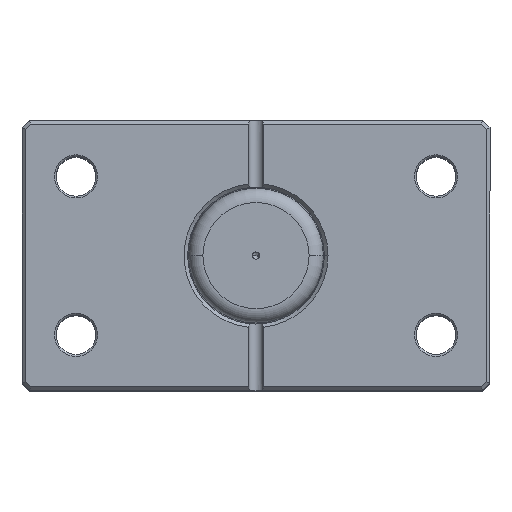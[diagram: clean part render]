
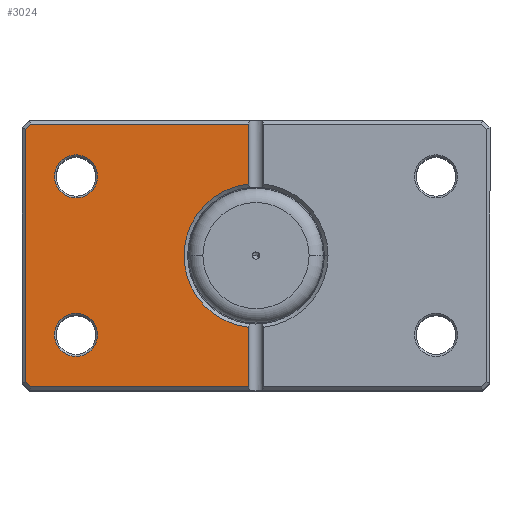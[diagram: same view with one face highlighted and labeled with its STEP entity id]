
A CAD part, top view. The second image highlights one B-rep face of the part: STEP entity #3024.
In plain terms, the highlighted face is planar.
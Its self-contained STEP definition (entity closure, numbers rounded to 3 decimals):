
#111 = ORIENTED_EDGE ( 'NONE', *, *, #4523, .T. ) ;
#159 = EDGE_CURVE ( 'NONE', #572, #2704, #3110, .T. ) ;
#164 = ORIENTED_EDGE ( 'NONE', *, *, #2981, .T. ) ;
#197 = VECTOR ( 'NONE', #5121, 1000. ) ;
#253 = DIRECTION ( 'NONE',  ( 0., 0., 1. ) ) ;
#355 = CARTESIAN_POINT ( 'NONE',  ( 0., 36.5, 0. ) ) ;
#358 = EDGE_CURVE ( 'NONE', #1363, #2014, #781, .T. ) ;
#371 = ORIENTED_EDGE ( 'NONE', *, *, #5017, .T. ) ;
#372 = DIRECTION ( 'NONE',  ( 1., 0., 0. ) ) ;
#379 = VECTOR ( 'NONE', #5103, 1000. ) ;
#420 = CARTESIAN_POINT ( 'NONE',  ( 49.543, 49.543, 0. ) ) ;
#422 = ORIENTED_EDGE ( 'NONE', *, *, #358, .T. ) ;
#452 = CIRCLE ( 'NONE', #1443, 6. ) ;
#547 = CARTESIAN_POINT ( 'NONE',  ( 64., -35.086, 0. ) ) ;
#562 = CARTESIAN_POINT ( 'NONE',  ( 2., 37.5, 0. ) ) ;
#571 = DIRECTION ( 'NONE',  ( 1., 0., 0. ) ) ;
#572 = VERTEX_POINT ( 'NONE', #3530 ) ;
#607 = CARTESIAN_POINT ( 'NONE',  ( 2., 37.5, 0. ) ) ;
#716 = CARTESIAN_POINT ( 'NONE',  ( 62.586, 36.5, 0. ) ) ;
#781 = LINE ( 'NONE', #562, #3349 ) ;
#869 = EDGE_CURVE ( 'NONE', #5896, #3281, #4743, .T. ) ;
#910 = CIRCLE ( 'NONE', #2064, 6. ) ;
#1009 = DIRECTION ( 'NONE',  ( 1., 0., 0. ) ) ;
#1039 = ORIENTED_EDGE ( 'NONE', *, *, #6400, .T. ) ;
#1077 = CARTESIAN_POINT ( 'NONE',  ( 0., 0., 0. ) ) ;
#1162 = DIRECTION ( 'NONE',  ( 0., 0., 1. ) ) ;
#1209 = CARTESIAN_POINT ( 'NONE',  ( 44., 22., 0. ) ) ;
#1231 = CARTESIAN_POINT ( 'NONE',  ( 2., -36.5, 0. ) ) ;
#1277 = PLANE ( 'NONE',  #2055 ) ;
#1334 = LINE ( 'NONE', #2230, #6486 ) ;
#1363 = VERTEX_POINT ( 'NONE', #1231 ) ;
#1397 = EDGE_CURVE ( 'NONE', #2704, #6050, #2454, .T. ) ;
#1413 = AXIS2_PLACEMENT_3D ( 'NONE', #1595, #5114, #2108 ) ;
#1443 = AXIS2_PLACEMENT_3D ( 'NONE', #1495, #5018, #2017 ) ;
#1494 = DIRECTION ( 'NONE',  ( 0., 0., 1. ) ) ;
#1495 = CARTESIAN_POINT ( 'NONE',  ( 50., -22., 0. ) ) ;
#1595 = CARTESIAN_POINT ( 'NONE',  ( 50., 22., 0. ) ) ;
#1853 = ORIENTED_EDGE ( 'NONE', *, *, #3478, .T. ) ;
#1854 = EDGE_LOOP ( 'NONE', ( #1039, #371 ) ) ;
#2014 = VERTEX_POINT ( 'NONE', #5490 ) ;
#2017 = DIRECTION ( 'NONE',  ( 1., 0., 0. ) ) ;
#2055 = AXIS2_PLACEMENT_3D ( 'NONE', #1077, #1162, #1009 ) ;
#2064 = AXIS2_PLACEMENT_3D ( 'NONE', #4517, #1494, #5016 ) ;
#2108 = DIRECTION ( 'NONE',  ( 1., 0., 0. ) ) ;
#2110 = DIRECTION ( 'NONE',  ( -1., 0., 0. ) ) ;
#2170 = EDGE_LOOP ( 'NONE', ( #2808, #1853 ) ) ;
#2230 = CARTESIAN_POINT ( 'NONE',  ( 0., -36.5, 0. ) ) ;
#2409 = CIRCLE ( 'NONE', #1413, 6. ) ;
#2454 = LINE ( 'NONE', #2501, #5135 ) ;
#2501 = CARTESIAN_POINT ( 'NONE',  ( 49.543, -49.543, 0. ) ) ;
#2522 = FACE_BOUND ( 'NONE', #2170, .T. ) ;
#2619 = EDGE_CURVE ( 'NONE', #2014, #5066, #4889, .T. ) ;
#2704 = VERTEX_POINT ( 'NONE', #547 ) ;
#2718 = CARTESIAN_POINT ( 'NONE',  ( 56., -22., 0. ) ) ;
#2808 = ORIENTED_EDGE ( 'NONE', *, *, #3851, .T. ) ;
#2853 = ORIENTED_EDGE ( 'NONE', *, *, #159, .T. ) ;
#2981 = EDGE_CURVE ( 'NONE', #6050, #1363, #1334, .T. ) ;
#3024 = ADVANCED_FACE ( 'NONE', ( #2522, #5041, #3881 ), #1277, .F. ) ;
#3110 = LINE ( 'NONE', #5079, #379 ) ;
#3177 = CARTESIAN_POINT ( 'NONE',  ( 2., 19.9, 0. ) ) ;
#3193 = CARTESIAN_POINT ( 'NONE',  ( 44., -22., 0. ) ) ;
#3232 = CARTESIAN_POINT ( 'NONE',  ( 2., 36.5, 0. ) ) ;
#3281 = VERTEX_POINT ( 'NONE', #716 ) ;
#3322 = CARTESIAN_POINT ( 'NONE',  ( 50., 22., 0. ) ) ;
#3349 = VECTOR ( 'NONE', #4510, 1000. ) ;
#3478 = EDGE_CURVE ( 'NONE', #6342, #3989, #452, .T. ) ;
#3530 = CARTESIAN_POINT ( 'NONE',  ( 64., 35.086, 0. ) ) ;
#3563 = DIRECTION ( 'NONE',  ( 0., 0., 1. ) ) ;
#3673 = AXIS2_PLACEMENT_3D ( 'NONE', #4390, #3563, #571 ) ;
#3693 = ORIENTED_EDGE ( 'NONE', *, *, #3828, .T. ) ;
#3731 = AXIS2_PLACEMENT_3D ( 'NONE', #3322, #253, #3819 ) ;
#3788 = ORIENTED_EDGE ( 'NONE', *, *, #869, .T. ) ;
#3819 = DIRECTION ( 'NONE',  ( 1., 0., 0. ) ) ;
#3828 = EDGE_CURVE ( 'NONE', #3281, #572, #5111, .T. ) ;
#3851 = EDGE_CURVE ( 'NONE', #3989, #6342, #910, .T. ) ;
#3881 = FACE_OUTER_BOUND ( 'NONE', #5217, .T. ) ;
#3989 = VERTEX_POINT ( 'NONE', #3193 ) ;
#4003 = DIRECTION ( 'NONE',  ( 0.707, -0.707, 0. ) ) ;
#4102 = LINE ( 'NONE', #607, #197 ) ;
#4390 = CARTESIAN_POINT ( 'NONE',  ( 0., 0., 0. ) ) ;
#4510 = DIRECTION ( 'NONE',  ( 0., 1., 0. ) ) ;
#4517 = CARTESIAN_POINT ( 'NONE',  ( 50., -22., 0. ) ) ;
#4523 = EDGE_CURVE ( 'NONE', #5066, #5896, #4102, .T. ) ;
#4591 = VECTOR ( 'NONE', #372, 1000. ) ;
#4743 = LINE ( 'NONE', #355, #4591 ) ;
#4809 = ORIENTED_EDGE ( 'NONE', *, *, #1397, .T. ) ;
#4889 = CIRCLE ( 'NONE', #3673, 20. ) ;
#5016 = DIRECTION ( 'NONE',  ( 1., 0., 0. ) ) ;
#5017 = EDGE_CURVE ( 'NONE', #5909, #6361, #2409, .T. ) ;
#5018 = DIRECTION ( 'NONE',  ( 0., 0., 1. ) ) ;
#5041 = FACE_BOUND ( 'NONE', #1854, .T. ) ;
#5066 = VERTEX_POINT ( 'NONE', #3177 ) ;
#5079 = CARTESIAN_POINT ( 'NONE',  ( 64., 0., 0. ) ) ;
#5103 = DIRECTION ( 'NONE',  ( 0., -1., 0. ) ) ;
#5111 = LINE ( 'NONE', #420, #6245 ) ;
#5114 = DIRECTION ( 'NONE',  ( 0., 0., 1. ) ) ;
#5121 = DIRECTION ( 'NONE',  ( 0., 1., 0. ) ) ;
#5135 = VECTOR ( 'NONE', #6473, 1000. ) ;
#5204 = CARTESIAN_POINT ( 'NONE',  ( 56., 22., 0. ) ) ;
#5217 = EDGE_LOOP ( 'NONE', ( #422, #5841, #111, #3788, #3693, #2853, #4809, #164 ) ) ;
#5371 = CARTESIAN_POINT ( 'NONE',  ( 62.586, -36.5, 0. ) ) ;
#5458 = CIRCLE ( 'NONE', #3731, 6. ) ;
#5490 = CARTESIAN_POINT ( 'NONE',  ( 2., -19.9, 0. ) ) ;
#5841 = ORIENTED_EDGE ( 'NONE', *, *, #2619, .T. ) ;
#5896 = VERTEX_POINT ( 'NONE', #3232 ) ;
#5909 = VERTEX_POINT ( 'NONE', #5204 ) ;
#6050 = VERTEX_POINT ( 'NONE', #5371 ) ;
#6245 = VECTOR ( 'NONE', #4003, 1000. ) ;
#6342 = VERTEX_POINT ( 'NONE', #2718 ) ;
#6361 = VERTEX_POINT ( 'NONE', #1209 ) ;
#6400 = EDGE_CURVE ( 'NONE', #6361, #5909, #5458, .T. ) ;
#6473 = DIRECTION ( 'NONE',  ( -0.707, -0.707, 0. ) ) ;
#6486 = VECTOR ( 'NONE', #2110, 1000. ) ;
